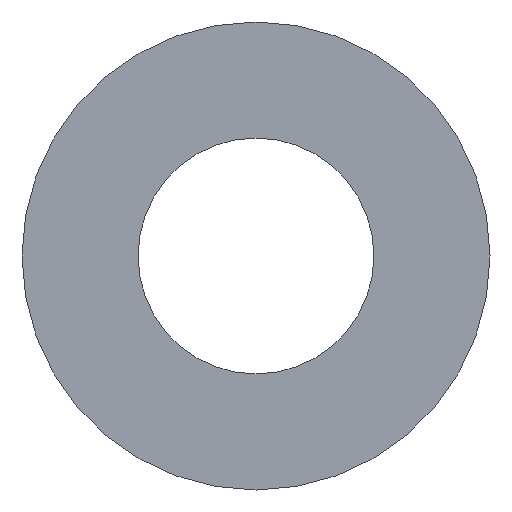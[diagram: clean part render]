
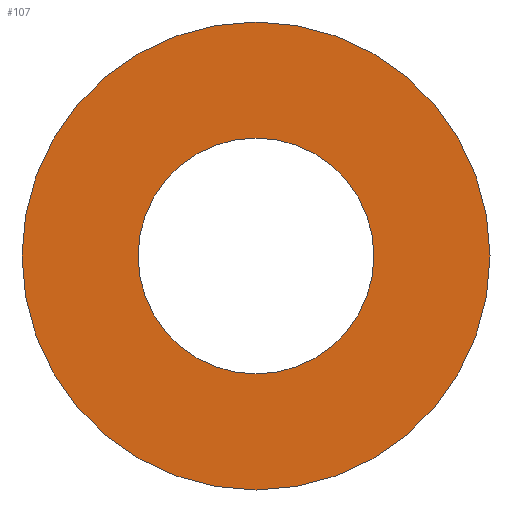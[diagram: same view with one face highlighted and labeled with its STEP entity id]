
A CAD part, front view. The second image highlights one B-rep face of the part: STEP entity #107.
In plain terms, the highlighted planar face has unit normal (0, -1, 0).
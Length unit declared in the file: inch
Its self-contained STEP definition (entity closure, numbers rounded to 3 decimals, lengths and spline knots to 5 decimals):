
#6 = CARTESIAN_POINT ( 'NONE',  ( 0., 0., 0. ) ) ;
#19 = EDGE_LOOP ( 'NONE', ( #200, #349 ) ) ;
#28 = AXIS2_PLACEMENT_3D ( 'NONE', #359, #74, #221 ) ;
#30 = CIRCLE ( 'NONE', #367, 0.126 ) ;
#43 = FACE_BOUND ( 'NONE', #19, .T. ) ;
#57 = EDGE_CURVE ( 'NONE', #421, #135, #189, .T. ) ;
#74 = DIRECTION ( 'NONE',  ( 0., 1., 0. ) ) ;
#91 = DIRECTION ( 'NONE',  ( 0., 1., 0. ) ) ;
#92 = VERTEX_POINT ( 'NONE', #166 ) ;
#103 = CARTESIAN_POINT ( 'NONE',  ( 0., 0., 0. ) ) ;
#107 = ADVANCED_FACE ( 'NONE', ( #43, #196 ), #464, .F. ) ;
#121 = EDGE_CURVE ( 'NONE', #135, #421, #147, .T. ) ;
#125 = EDGE_CURVE ( 'NONE', #354, #92, #30, .T. ) ;
#135 = VERTEX_POINT ( 'NONE', #141 ) ;
#141 = CARTESIAN_POINT ( 'NONE',  ( 0., 0., -0.25 ) ) ;
#143 = EDGE_LOOP ( 'NONE', ( #204, #241 ) ) ;
#147 = CIRCLE ( 'NONE', #327, 0.25 ) ;
#157 = DIRECTION ( 'NONE',  ( 0., 1., 0. ) ) ;
#166 = CARTESIAN_POINT ( 'NONE',  ( 0., 0., 0.126 ) ) ;
#189 = CIRCLE ( 'NONE', #332, 0.25 ) ;
#196 = FACE_OUTER_BOUND ( 'NONE', #143, .T. ) ;
#200 = ORIENTED_EDGE ( 'NONE', *, *, #125, .T. ) ;
#201 = CIRCLE ( 'NONE', #28, 0.126 ) ;
#203 = DIRECTION ( 'NONE',  ( 0., 0., -1. ) ) ;
#204 = ORIENTED_EDGE ( 'NONE', *, *, #121, .F. ) ;
#221 = DIRECTION ( 'NONE',  ( 0., 0., -1. ) ) ;
#241 = ORIENTED_EDGE ( 'NONE', *, *, #57, .F. ) ;
#243 = DIRECTION ( 'NONE',  ( 0., 0., -1. ) ) ;
#257 = CARTESIAN_POINT ( 'NONE',  ( 0., 0., -0.126 ) ) ;
#259 = CARTESIAN_POINT ( 'NONE',  ( 0., 0., 0. ) ) ;
#269 = CARTESIAN_POINT ( 'NONE',  ( 0., 0., 0. ) ) ;
#281 = DIRECTION ( 'NONE',  ( 0., 0., 1. ) ) ;
#288 = DIRECTION ( 'NONE',  ( 0., 0., -1. ) ) ;
#293 = EDGE_CURVE ( 'NONE', #92, #354, #201, .T. ) ;
#309 = DIRECTION ( 'NONE',  ( 0., 1., 0. ) ) ;
#327 = AXIS2_PLACEMENT_3D ( 'NONE', #269, #309, #243 ) ;
#329 = DIRECTION ( 'NONE',  ( 0., 1., 0. ) ) ;
#332 = AXIS2_PLACEMENT_3D ( 'NONE', #259, #329, #288 ) ;
#342 = CARTESIAN_POINT ( 'NONE',  ( 0., 0., 0.25 ) ) ;
#349 = ORIENTED_EDGE ( 'NONE', *, *, #293, .T. ) ;
#354 = VERTEX_POINT ( 'NONE', #257 ) ;
#359 = CARTESIAN_POINT ( 'NONE',  ( 0., 0., 0. ) ) ;
#367 = AXIS2_PLACEMENT_3D ( 'NONE', #103, #91, #203 ) ;
#421 = VERTEX_POINT ( 'NONE', #342 ) ;
#462 = AXIS2_PLACEMENT_3D ( 'NONE', #6, #157, #281 ) ;
#464 = PLANE ( 'NONE',  #462 ) ;
